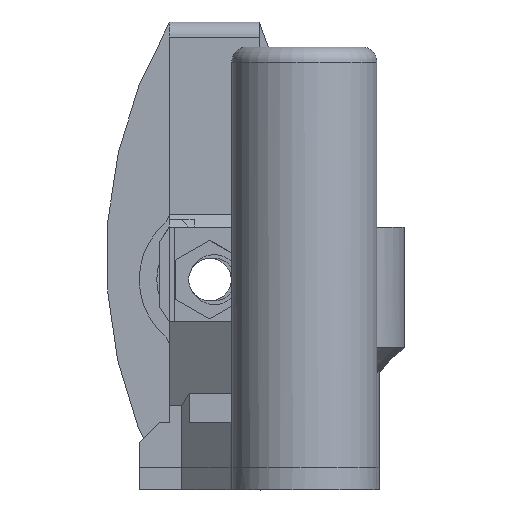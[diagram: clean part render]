
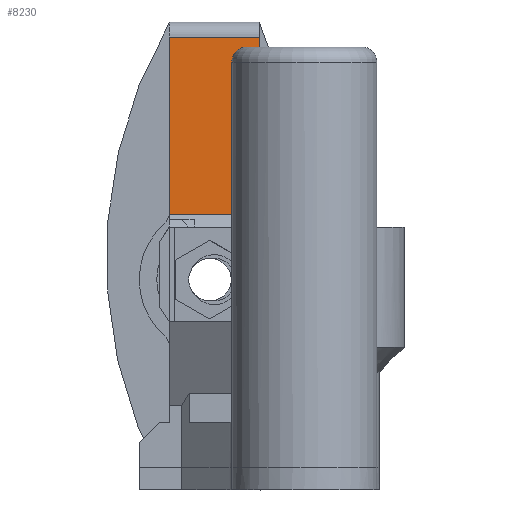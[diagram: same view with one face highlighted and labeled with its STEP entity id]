
A CAD part, front view. The second image highlights one B-rep face of the part: STEP entity #8230.
In plain terms, the highlighted planar face has unit normal (0, -1, 0).
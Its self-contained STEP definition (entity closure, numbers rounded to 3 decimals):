
#4084 = PLANE('',#4085);
#4085 = AXIS2_PLACEMENT_3D('',#4086,#4087,#4088);
#4086 = CARTESIAN_POINT('',(-9.,59.75,50.25));
#4087 = DIRECTION('',(0.,-0.707,0.707));
#4088 = DIRECTION('',(1.,0.,0.));
#5018 = VERTEX_POINT('',#5019);
#5019 = CARTESIAN_POINT('',(-9.,61.,51.5));
#5054 = PLANE('',#5055);
#5055 = AXIS2_PLACEMENT_3D('',#5056,#5057,#5058);
#5056 = CARTESIAN_POINT('',(-9.,85.,51.875));
#5057 = DIRECTION('',(1.,0.,0.));
#5058 = DIRECTION('',(0.,1.,0.));
#5200 = VERTEX_POINT('',#5201);
#5201 = CARTESIAN_POINT('',(-27.,61.,51.5));
#5215 = PLANE('',#5216);
#5216 = AXIS2_PLACEMENT_3D('',#5217,#5218,#5219);
#5217 = CARTESIAN_POINT('',(-27.,66.,1.));
#5218 = DIRECTION('',(-1.,0.,0.));
#5219 = DIRECTION('',(0.,0.,-1.));
#5227 = EDGE_CURVE('',#5018,#5200,#5228,.T.);
#5228 = SURFACE_CURVE('',#5229,(#5233,#5240),.PCURVE_S1.);
#5229 = LINE('',#5230,#5231);
#5230 = CARTESIAN_POINT('',(-9.,61.,51.5));
#5231 = VECTOR('',#5232,1.);
#5232 = DIRECTION('',(-1.,0.,0.));
#5233 = PCURVE('',#4084,#5234);
#5234 = DEFINITIONAL_REPRESENTATION('',(#5235),#5239);
#5235 = LINE('',#5236,#5237);
#5236 = CARTESIAN_POINT('',(-0.,1.768));
#5237 = VECTOR('',#5238,1.);
#5238 = DIRECTION('',(-1.,0.));
#5239 = ( GEOMETRIC_REPRESENTATION_CONTEXT(2) 
PARAMETRIC_REPRESENTATION_CONTEXT() REPRESENTATION_CONTEXT('2D SPACE',''
  ) );
#5240 = PCURVE('',#5241,#5246);
#5241 = PLANE('',#5242);
#5242 = AXIS2_PLACEMENT_3D('',#5243,#5244,#5245);
#5243 = CARTESIAN_POINT('',(-9.,61.,49.));
#5244 = DIRECTION('',(0.,-1.,0.));
#5245 = DIRECTION('',(-1.,0.,0.));
#5246 = DEFINITIONAL_REPRESENTATION('',(#5247),#5251);
#5247 = LINE('',#5248,#5249);
#5248 = CARTESIAN_POINT('',(0.,-2.5));
#5249 = VECTOR('',#5250,1.);
#5250 = DIRECTION('',(1.,0.));
#5251 = ( GEOMETRIC_REPRESENTATION_CONTEXT(2) 
PARAMETRIC_REPRESENTATION_CONTEXT() REPRESENTATION_CONTEXT('2D SPACE',''
  ) );
#7922 = EDGE_CURVE('',#5018,#7923,#7925,.T.);
#7923 = VERTEX_POINT('',#7924);
#7924 = CARTESIAN_POINT('',(-9.,61.,87.));
#7925 = SURFACE_CURVE('',#7926,(#7930,#7937),.PCURVE_S1.);
#7926 = LINE('',#7927,#7928);
#7927 = CARTESIAN_POINT('',(-9.,61.,49.));
#7928 = VECTOR('',#7929,1.);
#7929 = DIRECTION('',(0.,0.,1.));
#7930 = PCURVE('',#5054,#7931);
#7931 = DEFINITIONAL_REPRESENTATION('',(#7932),#7936);
#7932 = LINE('',#7933,#7934);
#7933 = CARTESIAN_POINT('',(-24.,-2.875));
#7934 = VECTOR('',#7935,1.);
#7935 = DIRECTION('',(0.,1.));
#7936 = ( GEOMETRIC_REPRESENTATION_CONTEXT(2) 
PARAMETRIC_REPRESENTATION_CONTEXT() REPRESENTATION_CONTEXT('2D SPACE',''
  ) );
#7937 = PCURVE('',#5241,#7938);
#7938 = DEFINITIONAL_REPRESENTATION('',(#7939),#7943);
#7939 = LINE('',#7940,#7941);
#7940 = CARTESIAN_POINT('',(0.,-0.));
#7941 = VECTOR('',#7942,1.);
#7942 = DIRECTION('',(0.,-1.));
#7943 = ( GEOMETRIC_REPRESENTATION_CONTEXT(2) 
PARAMETRIC_REPRESENTATION_CONTEXT() REPRESENTATION_CONTEXT('2D SPACE',''
  ) );
#8184 = CYLINDRICAL_SURFACE('',#8185,3.);
#8185 = AXIS2_PLACEMENT_3D('',#8186,#8187,#8188);
#8186 = CARTESIAN_POINT('',(-9.,64.,87.));
#8187 = DIRECTION('',(-1.,0.,0.));
#8188 = DIRECTION('',(0.,-1.,0.));
#8230 = ADVANCED_FACE('',(#8231),#5241,.T.);
#8231 = FACE_BOUND('',#8232,.T.);
#8232 = EDGE_LOOP('',(#8233,#8234,#8257,#8278));
#8233 = ORIENTED_EDGE('',*,*,#7922,.T.);
#8234 = ORIENTED_EDGE('',*,*,#8235,.T.);
#8235 = EDGE_CURVE('',#7923,#8236,#8238,.T.);
#8236 = VERTEX_POINT('',#8237);
#8237 = CARTESIAN_POINT('',(-27.,61.,87.));
#8238 = SURFACE_CURVE('',#8239,(#8243,#8250),.PCURVE_S1.);
#8239 = LINE('',#8240,#8241);
#8240 = CARTESIAN_POINT('',(-9.,61.,87.));
#8241 = VECTOR('',#8242,1.);
#8242 = DIRECTION('',(-1.,0.,0.));
#8243 = PCURVE('',#5241,#8244);
#8244 = DEFINITIONAL_REPRESENTATION('',(#8245),#8249);
#8245 = LINE('',#8246,#8247);
#8246 = CARTESIAN_POINT('',(0.,-38.));
#8247 = VECTOR('',#8248,1.);
#8248 = DIRECTION('',(1.,0.));
#8249 = ( GEOMETRIC_REPRESENTATION_CONTEXT(2) 
PARAMETRIC_REPRESENTATION_CONTEXT() REPRESENTATION_CONTEXT('2D SPACE',''
  ) );
#8250 = PCURVE('',#8184,#8251);
#8251 = DEFINITIONAL_REPRESENTATION('',(#8252),#8256);
#8252 = LINE('',#8253,#8254);
#8253 = CARTESIAN_POINT('',(0.,0.));
#8254 = VECTOR('',#8255,1.);
#8255 = DIRECTION('',(0.,1.));
#8256 = ( GEOMETRIC_REPRESENTATION_CONTEXT(2) 
PARAMETRIC_REPRESENTATION_CONTEXT() REPRESENTATION_CONTEXT('2D SPACE',''
  ) );
#8257 = ORIENTED_EDGE('',*,*,#8258,.F.);
#8258 = EDGE_CURVE('',#5200,#8236,#8259,.T.);
#8259 = SURFACE_CURVE('',#8260,(#8264,#8271),.PCURVE_S1.);
#8260 = LINE('',#8261,#8262);
#8261 = CARTESIAN_POINT('',(-27.,61.,49.));
#8262 = VECTOR('',#8263,1.);
#8263 = DIRECTION('',(0.,0.,1.));
#8264 = PCURVE('',#5241,#8265);
#8265 = DEFINITIONAL_REPRESENTATION('',(#8266),#8270);
#8266 = LINE('',#8267,#8268);
#8267 = CARTESIAN_POINT('',(18.,0.));
#8268 = VECTOR('',#8269,1.);
#8269 = DIRECTION('',(0.,-1.));
#8270 = ( GEOMETRIC_REPRESENTATION_CONTEXT(2) 
PARAMETRIC_REPRESENTATION_CONTEXT() REPRESENTATION_CONTEXT('2D SPACE',''
  ) );
#8271 = PCURVE('',#5215,#8272);
#8272 = DEFINITIONAL_REPRESENTATION('',(#8273),#8277);
#8273 = LINE('',#8274,#8275);
#8274 = CARTESIAN_POINT('',(-48.,5.));
#8275 = VECTOR('',#8276,1.);
#8276 = DIRECTION('',(-1.,-0.));
#8277 = ( GEOMETRIC_REPRESENTATION_CONTEXT(2) 
PARAMETRIC_REPRESENTATION_CONTEXT() REPRESENTATION_CONTEXT('2D SPACE',''
  ) );
#8278 = ORIENTED_EDGE('',*,*,#5227,.F.);
